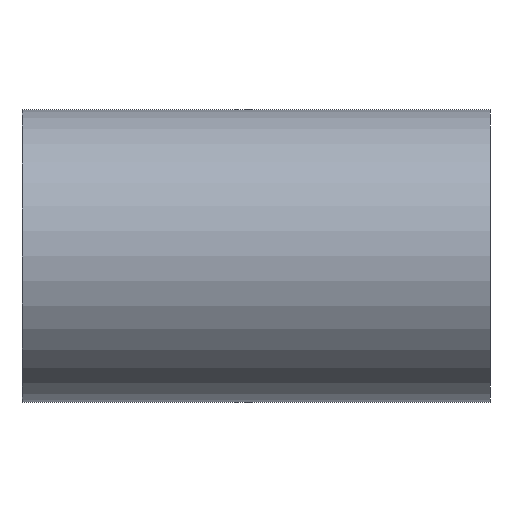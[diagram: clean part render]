
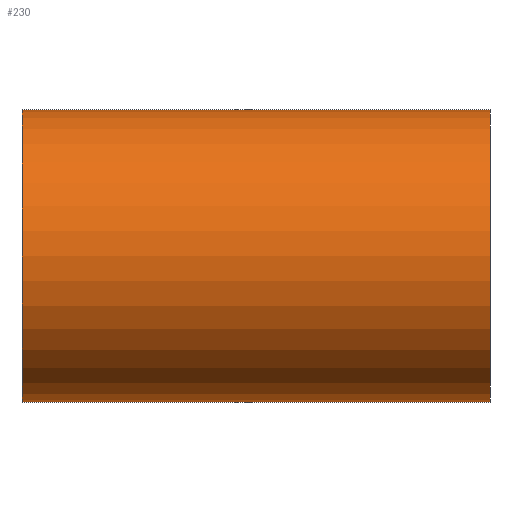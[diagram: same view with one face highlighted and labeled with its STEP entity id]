
A CAD part, front view. The second image highlights one B-rep face of the part: STEP entity #230.
In plain terms, the highlighted cylindrical face has radius 40.5 mm (diameter 81 mm), a partial arc.
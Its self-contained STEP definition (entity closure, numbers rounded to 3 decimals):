
#122 = VERTEX_POINT( '', #330 );
#138 = VERTEX_POINT( '', #348 );
#160 = EDGE_CURVE( '', #182, #246, #373, .T. );
#170 = EDGE_CURVE( '', #138, #122, #384, .T. );
#182 = VERTEX_POINT( '', #396 );
#230 = ADVANCED_FACE( '', ( #450 ), #451, .T. );
#246 = VERTEX_POINT( '', #472 );
#278 = EDGE_CURVE( '', #182, #138, #511, .T. );
#284 = EDGE_CURVE( '', #122, #246, #517, .T. );
#330 = CARTESIAN_POINT( '', ( 29., 0., -40.5 ) );
#348 = CARTESIAN_POINT( '', ( 29., 0., 40.5 ) );
#373 = CIRCLE( '', #641, 40.5 );
#384 = CIRCLE( '', #716, 40.5 );
#396 = CARTESIAN_POINT( '', ( -100.5, 0., 40.5 ) );
#450 = FACE_OUTER_BOUND( '', #830, .T. );
#451 = CYLINDRICAL_SURFACE( '', #831, 40.5 );
#472 = CARTESIAN_POINT( '', ( -100.5, 0., -40.5 ) );
#511 = LINE( '', #981, #982 );
#517 = LINE( '', #1021, #1022 );
#641 = AXIS2_PLACEMENT_3D( '', #1104, #1105, #1106 );
#716 = AXIS2_PLACEMENT_3D( '', #1118, #1119, #1120 );
#830 = EDGE_LOOP( '', ( #1191, #1192, #1193, #1194 ) );
#831 = AXIS2_PLACEMENT_3D( '', #1195, #1196, #1197 );
#981 = CARTESIAN_POINT( '', ( 29., 0., 40.5 ) );
#982 = VECTOR( '', #1289, 1. );
#1021 = CARTESIAN_POINT( '', ( 29., 0., -40.5 ) );
#1022 = VECTOR( '', #1290, 1. );
#1104 = CARTESIAN_POINT( '', ( -100.5, 0., 0. ) );
#1105 = DIRECTION( '', ( 1., 0., 0. ) );
#1106 = DIRECTION( '', ( 0., 0., -1. ) );
#1118 = CARTESIAN_POINT( '', ( 29., 0., 0. ) );
#1119 = DIRECTION( '', ( 1., 0., 0. ) );
#1120 = DIRECTION( '', ( 0., 0., -1. ) );
#1191 = ORIENTED_EDGE( '', *, *, #284, .F. );
#1192 = ORIENTED_EDGE( '', *, *, #170, .F. );
#1193 = ORIENTED_EDGE( '', *, *, #278, .F. );
#1194 = ORIENTED_EDGE( '', *, *, #160, .T. );
#1195 = CARTESIAN_POINT( '', ( 29., 0., 0. ) );
#1196 = DIRECTION( '', ( 1., 0., 0. ) );
#1197 = DIRECTION( '', ( 0., 0., -1. ) );
#1289 = DIRECTION( '', ( 1., 0., 0. ) );
#1290 = DIRECTION( '', ( -1., 0., 0. ) );
